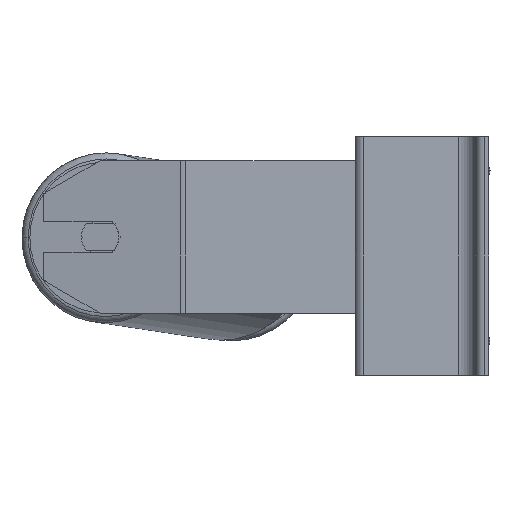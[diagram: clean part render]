
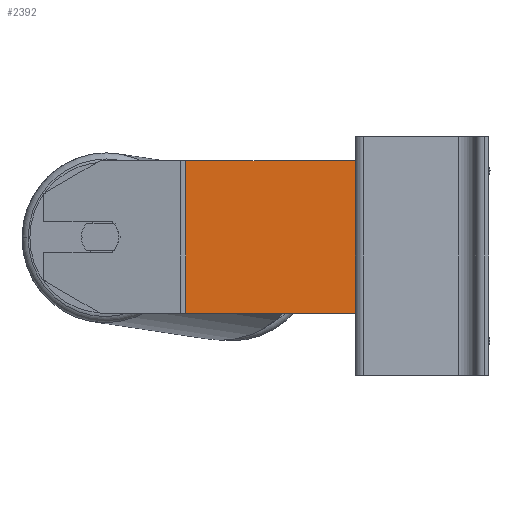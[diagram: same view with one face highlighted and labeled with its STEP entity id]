
A CAD part, left-side view. The second image highlights one B-rep face of the part: STEP entity #2392.
In plain terms, the highlighted planar face has unit normal (-1, 0, 0).
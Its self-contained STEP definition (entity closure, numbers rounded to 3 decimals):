
#58 = CARTESIAN_POINT ( 'NONE',  ( -588., 18., 50. ) ) ;
#89 = CARTESIAN_POINT ( 'NONE',  ( -588., 106.861, -30. ) ) ;
#331 = CARTESIAN_POINT ( 'NONE',  ( -588., 108.26, 50. ) ) ;
#493 = PLANE ( 'NONE',  #4621 ) ;
#989 = LINE ( 'NONE', #4255, #3838 ) ;
#1372 = DIRECTION ( 'NONE',  ( 0., -1., 0. ) ) ;
#1494 = DIRECTION ( 'NONE',  ( 0., 0., -1. ) ) ;
#1610 = CARTESIAN_POINT ( 'NONE',  ( -588., 18., 50. ) ) ;
#2237 = VERTEX_POINT ( 'NONE', #5907 ) ;
#2392 = ADVANCED_FACE ( 'NONE', ( #7750 ), #493, .F. ) ;
#2579 = ORIENTED_EDGE ( 'NONE', *, *, #10349, .T. ) ;
#2997 = VECTOR ( 'NONE', #6246, 1000. ) ;
#3430 = ORIENTED_EDGE ( 'NONE', *, *, #5817, .T. ) ;
#3457 = DIRECTION ( 'NONE',  ( 0., -1., 0. ) ) ;
#3838 = VECTOR ( 'NONE', #3457, 1000. ) ;
#3841 = CARTESIAN_POINT ( 'NONE',  ( -588., 108.26, -30. ) ) ;
#4048 = LINE ( 'NONE', #58, #9743 ) ;
#4131 = ORIENTED_EDGE ( 'NONE', *, *, #5355, .F. ) ;
#4141 = VECTOR ( 'NONE', #1372, 1000. ) ;
#4255 = CARTESIAN_POINT ( 'NONE',  ( -588., 108.26, 50. ) ) ;
#4621 = AXIS2_PLACEMENT_3D ( 'NONE', #331, #10046, #10155 ) ;
#4709 = CARTESIAN_POINT ( 'NONE',  ( -588., 106.861, 50. ) ) ;
#5010 = EDGE_LOOP ( 'NONE', ( #2579, #5626, #4131, #3430 ) ) ;
#5355 = EDGE_CURVE ( 'NONE', #2237, #10038, #989, .T. ) ;
#5626 = ORIENTED_EDGE ( 'NONE', *, *, #10444, .F. ) ;
#5699 = CARTESIAN_POINT ( 'NONE',  ( -588., 18., -30. ) ) ;
#5817 = EDGE_CURVE ( 'NONE', #2237, #9652, #6921, .T. ) ;
#5907 = CARTESIAN_POINT ( 'NONE',  ( -588., 106.861, 50. ) ) ;
#6246 = DIRECTION ( 'NONE',  ( 0., 0., -1. ) ) ;
#6921 = LINE ( 'NONE', #4709, #2997 ) ;
#7750 = FACE_OUTER_BOUND ( 'NONE', #5010, .T. ) ;
#8900 = VERTEX_POINT ( 'NONE', #5699 ) ;
#9652 = VERTEX_POINT ( 'NONE', #89 ) ;
#9743 = VECTOR ( 'NONE', #1494, 1000. ) ;
#10038 = VERTEX_POINT ( 'NONE', #1610 ) ;
#10046 = DIRECTION ( 'NONE',  ( 1., 0., 0. ) ) ;
#10154 = LINE ( 'NONE', #3841, #4141 ) ;
#10155 = DIRECTION ( 'NONE',  ( 0., 1., 0. ) ) ;
#10349 = EDGE_CURVE ( 'NONE', #9652, #8900, #10154, .T. ) ;
#10444 = EDGE_CURVE ( 'NONE', #10038, #8900, #4048, .T. ) ;
